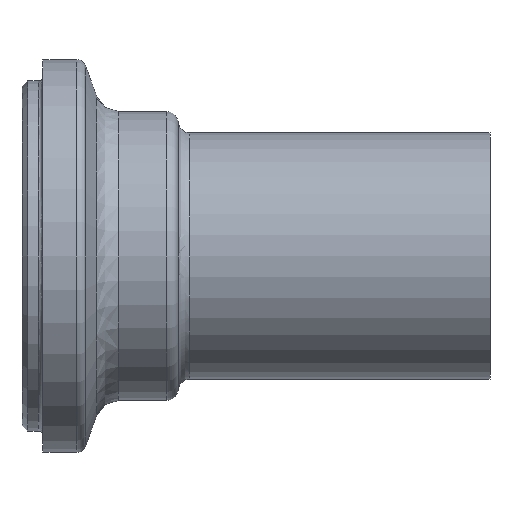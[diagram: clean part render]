
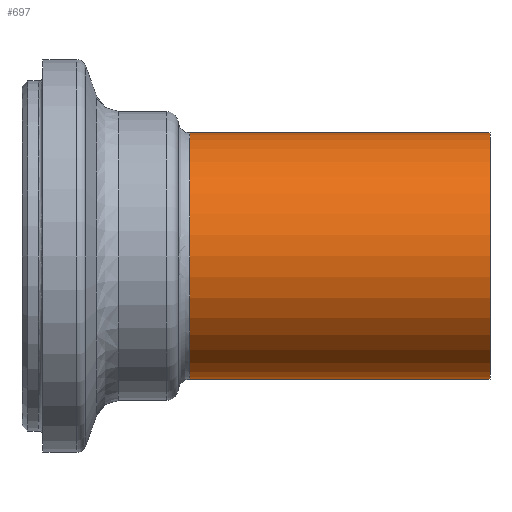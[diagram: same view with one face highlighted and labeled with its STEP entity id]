
A CAD part, front view. The second image highlights one B-rep face of the part: STEP entity #697.
In plain terms, the highlighted cylindrical face has radius 10.65 mm (diameter 21.3 mm), a full revolution.
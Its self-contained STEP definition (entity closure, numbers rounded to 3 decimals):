
#141=CARTESIAN_POINT('',(40.5,10.65,0.0));
#142=VERTEX_POINT('',#141);
#143=CARTESIAN_POINT('',(40.5,0.0,0.0));
#144=DIRECTION('',(1.0,0.0,0.0));
#145=DIRECTION('',(0.0,1.0,0.0));
#146=AXIS2_PLACEMENT_3D('',#143,#144,#145);
#147=CIRCLE('',#146,10.65);
#148=EDGE_CURVE('',#142,#142,#147,.T.);
#671=CARTESIAN_POINT('',(14.5,10.65,0.0));
#672=VERTEX_POINT('',#671);
#673=CARTESIAN_POINT('',(14.5,0.0,0.0));
#674=DIRECTION('',(1.0,0.0,0.0));
#675=DIRECTION('',(0.0,1.0,0.0));
#676=AXIS2_PLACEMENT_3D('',#673,#674,#675);
#677=CIRCLE('',#676,10.65);
#678=EDGE_CURVE('',#672,#672,#677,.T.);
#686=CARTESIAN_POINT('',(27.5,0.0,0.0));
#687=DIRECTION('',(1.0,0.0,0.0));
#688=DIRECTION('',(0.0,1.0,0.0));
#689=AXIS2_PLACEMENT_3D('',#686,#687,#688);
#690=CYLINDRICAL_SURFACE('',#689,10.65);
#691=ORIENTED_EDGE('',*,*,#148,.F.);
#692=EDGE_LOOP('',(#691));
#693=FACE_OUTER_BOUND('',#692,.T.);
#694=ORIENTED_EDGE('',*,*,#678,.T.);
#695=EDGE_LOOP('',(#694));
#696=FACE_BOUND('',#695,.T.);
#697=ADVANCED_FACE('',(#693,#696),#690,.T.);
